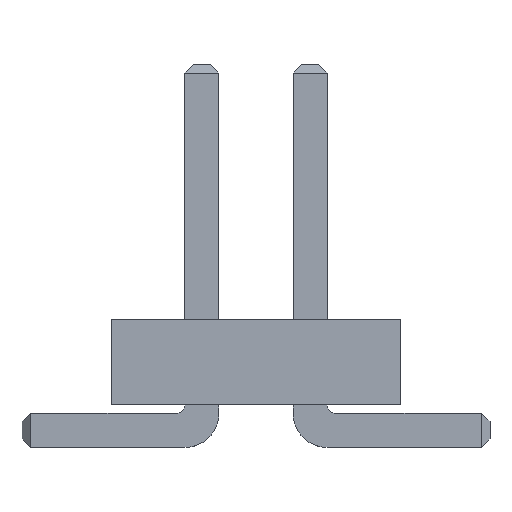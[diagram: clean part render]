
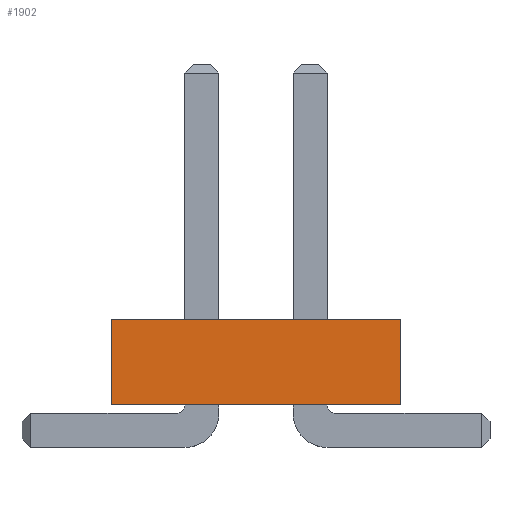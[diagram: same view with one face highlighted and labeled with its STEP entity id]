
A CAD part, top view. The second image highlights one B-rep face of the part: STEP entity #1902.
In plain terms, the highlighted planar face has unit normal (0, 0, 1).
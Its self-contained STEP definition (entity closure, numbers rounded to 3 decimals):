
#116 = VERTEX_POINT ( 'NONE', #241 ) ;
#241 = CARTESIAN_POINT ( 'NONE',  ( 3.4, 1., 1.27 ) ) ;
#269 = ORIENTED_EDGE ( 'NONE', *, *, #757, .T. ) ;
#298 = VERTEX_POINT ( 'NONE', #671 ) ;
#379 = DIRECTION ( 'NONE',  ( 1., 0., 0. ) ) ;
#445 = DIRECTION ( 'NONE',  ( 0., -1., 0. ) ) ;
#468 = FACE_OUTER_BOUND ( 'NONE', #2018, .T. ) ;
#494 = DIRECTION ( 'NONE',  ( 0., 1., 0. ) ) ;
#518 = ORIENTED_EDGE ( 'NONE', *, *, #1089, .T. ) ;
#648 = ORIENTED_EDGE ( 'NONE', *, *, #884, .T. ) ;
#667 = VECTOR ( 'NONE', #379, 1000. ) ;
#671 = CARTESIAN_POINT ( 'NONE',  ( 3.4, 0., 1.27 ) ) ;
#757 = EDGE_CURVE ( 'NONE', #116, #828, #1694, .T. ) ;
#828 = VERTEX_POINT ( 'NONE', #1360 ) ;
#884 = EDGE_CURVE ( 'NONE', #828, #1512, #1367, .T. ) ;
#888 = VECTOR ( 'NONE', #494, 1000. ) ;
#892 = DIRECTION ( 'NONE',  ( -1., 0., 0. ) ) ;
#895 = VECTOR ( 'NONE', #1693, 1000. ) ;
#898 = VECTOR ( 'NONE', #445, 1000. ) ;
#1053 = CARTESIAN_POINT ( 'NONE',  ( 0., 1., 1.27 ) ) ;
#1063 = CARTESIAN_POINT ( 'NONE',  ( 0., 1., 1.27 ) ) ;
#1089 = EDGE_CURVE ( 'NONE', #298, #116, #1308, .T. ) ;
#1150 = LINE ( 'NONE', #2026, #667 ) ;
#1308 = LINE ( 'NONE', #1605, #888 ) ;
#1326 = ORIENTED_EDGE ( 'NONE', *, *, #1781, .T. ) ;
#1360 = CARTESIAN_POINT ( 'NONE',  ( 0., 1., 1.27 ) ) ;
#1367 = LINE ( 'NONE', #1396, #898 ) ;
#1396 = CARTESIAN_POINT ( 'NONE',  ( 0., 0., 1.27 ) ) ;
#1421 = CARTESIAN_POINT ( 'NONE',  ( 0., 0., 1.27 ) ) ;
#1437 = AXIS2_PLACEMENT_3D ( 'NONE', #1053, #2020, #892 ) ;
#1488 = PLANE ( 'NONE',  #1437 ) ;
#1512 = VERTEX_POINT ( 'NONE', #1421 ) ;
#1605 = CARTESIAN_POINT ( 'NONE',  ( 3.4, 0., 1.27 ) ) ;
#1693 = DIRECTION ( 'NONE',  ( -1., 0., 0. ) ) ;
#1694 = LINE ( 'NONE', #1063, #895 ) ;
#1781 = EDGE_CURVE ( 'NONE', #1512, #298, #1150, .T. ) ;
#1902 = ADVANCED_FACE ( 'NONE', ( #468 ), #1488, .F. ) ;
#2018 = EDGE_LOOP ( 'NONE', ( #648, #1326, #518, #269 ) ) ;
#2020 = DIRECTION ( 'NONE',  ( 0., 0., -1. ) ) ;
#2026 = CARTESIAN_POINT ( 'NONE',  ( 0., 0., 1.27 ) ) ;
